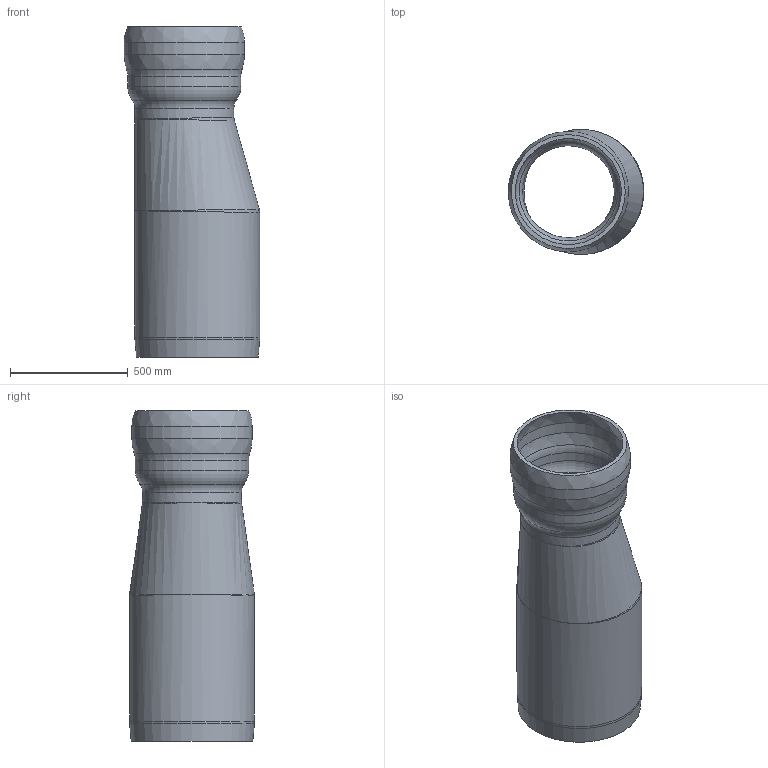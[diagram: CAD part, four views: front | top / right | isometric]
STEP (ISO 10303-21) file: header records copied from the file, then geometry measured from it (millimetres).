
FILE_DESCRIPTION(/* description */ (''),/* implementation_level */ '2;1');
FILE_NAME(/* name */ '00601.AB0X_3D.stp',/* time_stamp */ '2024-12-11T12:58:06+01:00',/* author */ ('CAD'),/* organization */ (''),/* preprocessor_version */ 'ST-DEVELOPER v20',/* originating_system */ 'AutoCAD Mechanical',/* authorisation */ '');
FILE_SCHEMA (('AUTOMOTIVE_DESIGN { 1 0 10303 214 3 1 1 }'));
Length unit declared in the file: centimetre
Products named in the file (2): Product; *S0
Assembly tree (1 placements, depth 2):
  Product
    *S0
Bounding box: 575 x 530 x 1400 mm (x, y, z)
Volume: 32194827.8 mm3; surface area: 4356923.8 mm2
Topology: 1 solids, 1 shells, 30 faces, 84 edges, 48 vertices
Faces by surface type: bspline 10, torus 8, cylinder 6, cone 4, plane 2
Full cylindrical faces by diameter (mm): 390 x1, 420 x1, 450 x1, 480 x1, 500 x1, 530 x1
Entity records: 2737 total; most frequent: CARTESIAN_POINT 1995, ORIENTED_EDGE 152, DIRECTION 152, EDGE_CURVE 76, AXIS2_PLACEMENT_3D 71, CIRCLE 48, VERTEX_POINT 48, EDGE_LOOP 32
